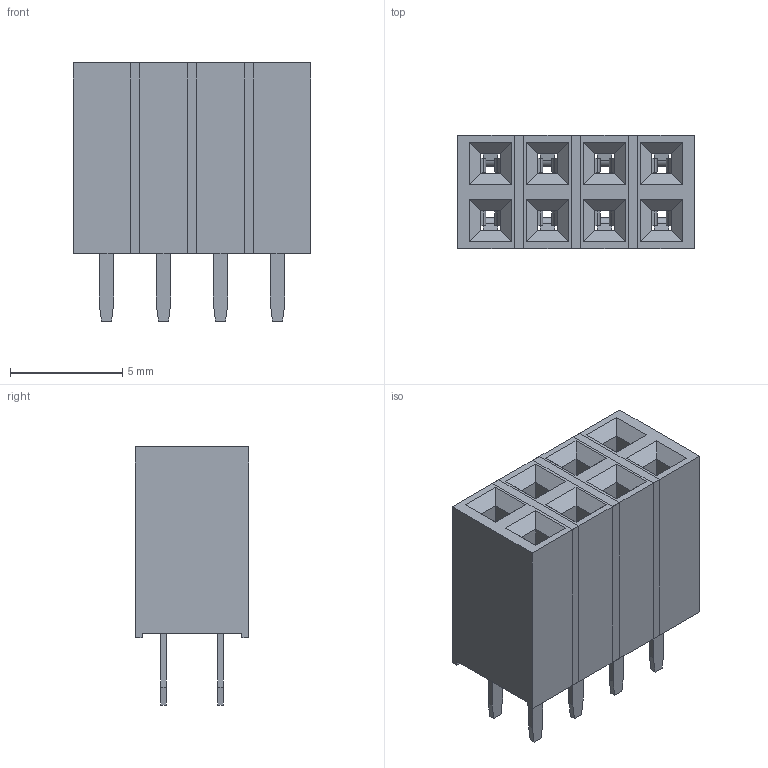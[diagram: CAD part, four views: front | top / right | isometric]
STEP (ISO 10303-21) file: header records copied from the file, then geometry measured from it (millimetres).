
FILE_DESCRIPTION(/* description */ (''),/* implementation_level */ '2;1');
FILE_NAME(/* name */ 'M20-7830442.step',/* time_stamp */ '2022-09-20T17:15:44+01:00',/* author */ (''),/* organization */ (''),/* preprocessor_version */ 'ST-DEVELOPER v19',/* originating_system */ 'Autodesk Translation Framework v11.7.0.108',/* authorisation */ '');
FILE_SCHEMA (('AUTOMOTIVE_DESIGN { 1 0 10303 214 3 1 1 }'));
Length unit declared in the file: millimetre
Products named in the file (2): HARWIN M20-783xx46; M20-78303_MOULD
Assembly tree (1 placements, depth 2):
  HARWIN M20-783xx46
    M20-78303_MOULD
Bounding box: 10.56 x 5.04 x 11.5 mm (x, y, z)
Volume: 382.8 mm3; surface area: 1205.5 mm2
Topology: 4 solids, 4 shells, 688 faces, 1896 edges, 1200 vertices
Faces by surface type: plane 512, cylinder 176
Entity records: 21867 total; most frequent: ORIENTED_EDGE 3792, CARTESIAN_POINT 3787, DIRECTION 3630, EDGE_CURVE 1896, LINE 1544, VECTOR 1544, VERTEX_POINT 1200, AXIS2_PLACEMENT_3D 1043
